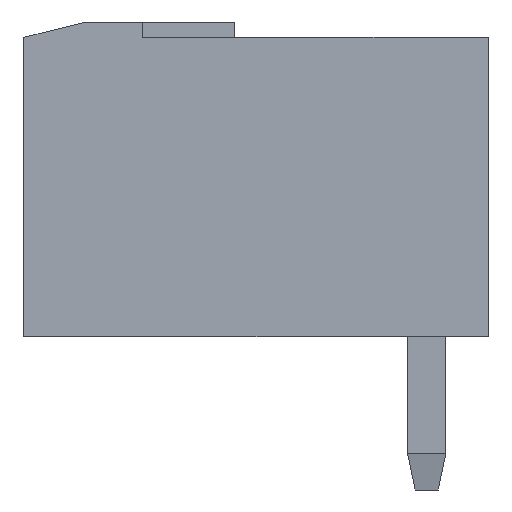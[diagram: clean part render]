
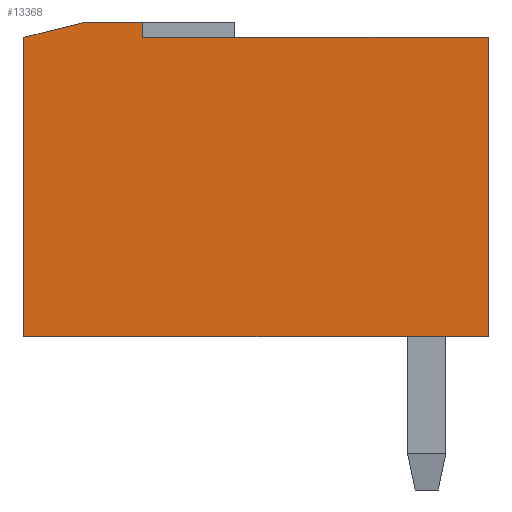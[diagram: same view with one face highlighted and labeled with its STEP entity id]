
A CAD part, left-side view. The second image highlights one B-rep face of the part: STEP entity #13368.
In plain terms, the highlighted planar face has unit normal (-1, 0, 0).
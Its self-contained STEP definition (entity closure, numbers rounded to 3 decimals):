
#174 = CARTESIAN_POINT ( 'NONE',  ( -4.3, 9., 7.8 ) ) ;
#630 = ORIENTED_EDGE ( 'NONE', *, *, #19086, .T. ) ;
#784 = EDGE_CURVE ( 'NONE', #15744, #34980, #34770, .T. ) ;
#1681 = CARTESIAN_POINT ( 'NONE',  ( -4.3, -8.907, 0. ) ) ;
#1867 = EDGE_CURVE ( 'NONE', #32389, #11525, #16357, .T. ) ;
#2470 = ORIENTED_EDGE ( 'NONE', *, *, #14570, .T. ) ;
#2962 = VECTOR ( 'NONE', #13705, 1000. ) ;
#3053 = EDGE_CURVE ( 'NONE', #16166, #12572, #19708, .T. ) ;
#4284 = ORIENTED_EDGE ( 'NONE', *, *, #31785, .T. ) ;
#4711 = ORIENTED_EDGE ( 'NONE', *, *, #20564, .F. ) ;
#4821 = CARTESIAN_POINT ( 'NONE',  ( -4.3, 12.1, 7.8 ) ) ;
#5095 = VECTOR ( 'NONE', #34190, 1000. ) ;
#5433 = LINE ( 'NONE', #19313, #5095 ) ;
#5833 = DIRECTION ( 'NONE',  ( 0., 0., 1. ) ) ;
#6830 = CARTESIAN_POINT ( 'NONE',  ( -4.3, -8.907, 0. ) ) ;
#9862 = PLANE ( 'NONE',  #37514 ) ;
#10742 = DIRECTION ( 'NONE',  ( 0., 1., 0. ) ) ;
#11525 = VERTEX_POINT ( 'NONE', #4821 ) ;
#11566 = DIRECTION ( 'NONE',  ( 0., 1., 0. ) ) ;
#12216 = ORIENTED_EDGE ( 'NONE', *, *, #784, .T. ) ;
#12572 = VERTEX_POINT ( 'NONE', #23171 ) ;
#13121 = DIRECTION ( 'NONE',  ( 0., 1., 0. ) ) ;
#13368 = ADVANCED_FACE ( 'NONE', ( #36435 ), #9862, .T. ) ;
#13499 = ORIENTED_EDGE ( 'NONE', *, *, #1867, .F. ) ;
#13564 = ORIENTED_EDGE ( 'NONE', *, *, #3053, .T. ) ;
#13705 = DIRECTION ( 'NONE',  ( 0., 0.97, -0.243 ) ) ;
#14544 = CARTESIAN_POINT ( 'NONE',  ( -4.3, 0., 0. ) ) ;
#14570 = EDGE_CURVE ( 'NONE', #34980, #11525, #27836, .T. ) ;
#15310 = VECTOR ( 'NONE', #11566, 1000. ) ;
#15744 = VERTEX_POINT ( 'NONE', #18799 ) ;
#16166 = VERTEX_POINT ( 'NONE', #21141 ) ;
#16257 = LINE ( 'NONE', #1681, #25704 ) ;
#16357 = LINE ( 'NONE', #16552, #32353 ) ;
#16552 = CARTESIAN_POINT ( 'NONE',  ( -4.3, 12.1, 0. ) ) ;
#16582 = EDGE_LOOP ( 'NONE', ( #4711, #13564, #4284, #630, #12216, #2470, #13499 ) ) ;
#18007 = CARTESIAN_POINT ( 'NONE',  ( -4.3, -8.907, 7.8 ) ) ;
#18799 = CARTESIAN_POINT ( 'NONE',  ( -4.3, 9., 8.2 ) ) ;
#19086 = EDGE_CURVE ( 'NONE', #19886, #15744, #5433, .T. ) ;
#19313 = CARTESIAN_POINT ( 'NONE',  ( -4.3, 9., 7.8 ) ) ;
#19577 = DIRECTION ( 'NONE',  ( 0., 0., 1. ) ) ;
#19708 = LINE ( 'NONE', #14544, #25441 ) ;
#19886 = VERTEX_POINT ( 'NONE', #174 ) ;
#20564 = EDGE_CURVE ( 'NONE', #16166, #32389, #16257, .T. ) ;
#21141 = CARTESIAN_POINT ( 'NONE',  ( -4.3, 0., 0. ) ) ;
#21434 = DIRECTION ( 'NONE',  ( -1., 0., 0. ) ) ;
#23171 = CARTESIAN_POINT ( 'NONE',  ( -4.3, 0., 7.8 ) ) ;
#24460 = DIRECTION ( 'NONE',  ( 0., 0., 1. ) ) ;
#24758 = CARTESIAN_POINT ( 'NONE',  ( -4.3, 10.5, 8.2 ) ) ;
#25183 = CARTESIAN_POINT ( 'NONE',  ( -4.3, 10.5, 8.2 ) ) ;
#25441 = VECTOR ( 'NONE', #5833, 1000. ) ;
#25704 = VECTOR ( 'NONE', #10742, 1000. ) ;
#27836 = LINE ( 'NONE', #24758, #2962 ) ;
#31785 = EDGE_CURVE ( 'NONE', #12572, #19886, #32365, .T. ) ;
#31948 = CARTESIAN_POINT ( 'NONE',  ( -4.3, 9., 8.2 ) ) ;
#32353 = VECTOR ( 'NONE', #19577, 1000. ) ;
#32365 = LINE ( 'NONE', #18007, #15310 ) ;
#32389 = VERTEX_POINT ( 'NONE', #35580 ) ;
#34190 = DIRECTION ( 'NONE',  ( 0., 0., 1. ) ) ;
#34753 = VECTOR ( 'NONE', #13121, 1000. ) ;
#34770 = LINE ( 'NONE', #31948, #34753 ) ;
#34980 = VERTEX_POINT ( 'NONE', #25183 ) ;
#35580 = CARTESIAN_POINT ( 'NONE',  ( -4.3, 12.1, 0. ) ) ;
#36435 = FACE_OUTER_BOUND ( 'NONE', #16582, .T. ) ;
#37514 = AXIS2_PLACEMENT_3D ( 'NONE', #6830, #21434, #24460 ) ;
